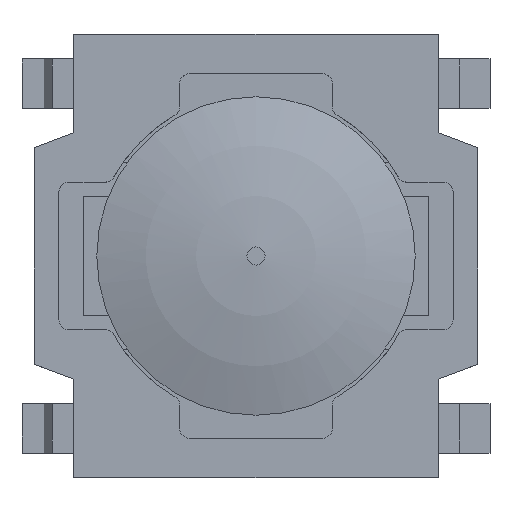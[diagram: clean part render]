
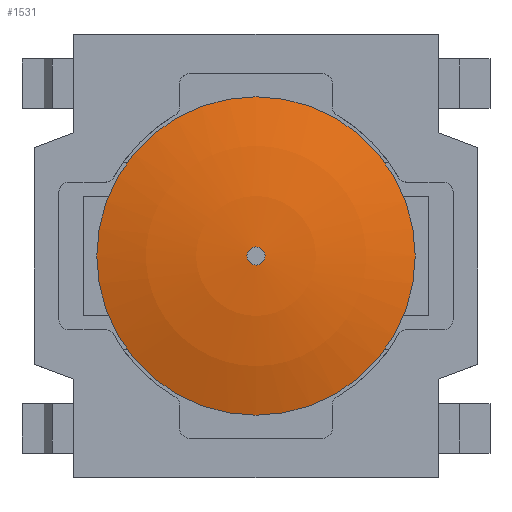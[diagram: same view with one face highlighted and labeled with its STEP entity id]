
A CAD part, top view. The second image highlights one B-rep face of the part: STEP entity #1531.
In plain terms, the highlighted spherical face has radius 5.295 mm.
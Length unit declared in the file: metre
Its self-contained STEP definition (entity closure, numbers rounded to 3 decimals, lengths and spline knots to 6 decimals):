
#929 = EDGE_CURVE( '', #2214, #2214, #2215, .T. );
#981 = EDGE_CURVE( '', #2289, #2289, #2290, .T. );
#1531 = ADVANCED_FACE( '', ( #2968, #2969 ), #2970, .T. );
#2214 = VERTEX_POINT( '', #3889 );
#2215 = CIRCLE( '', #3890, 0.000092 );
#2289 = VERTEX_POINT( '', #3992 );
#2290 = CIRCLE( '', #3993, 0.001616 );
#2968 = FACE_OUTER_BOUND( '', #5049, .T. );
#2969 = FACE_OUTER_BOUND( '', #5050, .T. );
#2970 = SPHERICAL_SURFACE( '', #5051, 0.005295 );
#3889 = CARTESIAN_POINT( '', ( 0., -0.000092, 0.000549 ) );
#3890 = AXIS2_PLACEMENT_3D( '', #5853, #5854, #5855 );
#3992 = CARTESIAN_POINT( '', ( 0.001616, 0., 0.000297 ) );
#3993 = AXIS2_PLACEMENT_3D( '', #5963, #5964, #5965 );
#5049 = EDGE_LOOP( '', ( #6835 ) );
#5050 = EDGE_LOOP( '', ( #6836 ) );
#5051 = AXIS2_PLACEMENT_3D( '', #6837, #6838, #6839 );
#5853 = CARTESIAN_POINT( '', ( 0., 0., 0.000549 ) );
#5854 = DIRECTION( '', ( 0., 0., -1. ) );
#5855 = DIRECTION( '', ( 0., -1., 0. ) );
#5963 = CARTESIAN_POINT( '', ( 0., 0., 0.000297 ) );
#5964 = DIRECTION( '', ( 0., 0., 1. ) );
#5965 = DIRECTION( '', ( 1., 0., 0. ) );
#6835 = ORIENTED_EDGE( '', *, *, #929, .T. );
#6836 = ORIENTED_EDGE( '', *, *, #981, .T. );
#6837 = CARTESIAN_POINT( '', ( 0., 0., -0.004745 ) );
#6838 = DIRECTION( '', ( 0., 0., 1. ) );
#6839 = DIRECTION( '', ( 1., 0., 0. ) );
